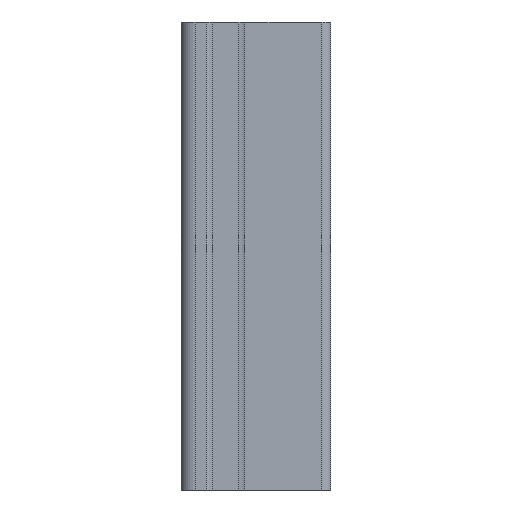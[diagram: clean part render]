
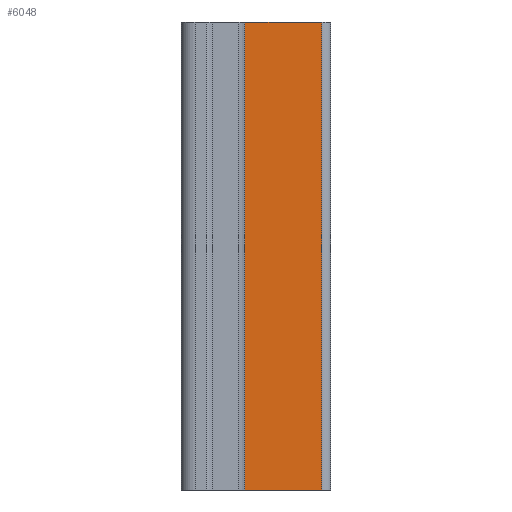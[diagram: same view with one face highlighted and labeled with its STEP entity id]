
A CAD part, left-side view. The second image highlights one B-rep face of the part: STEP entity #6048.
In plain terms, the highlighted planar face has unit normal (-1, 0, 0).
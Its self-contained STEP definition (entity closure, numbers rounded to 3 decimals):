
#446=CARTESIAN_POINT('',(-90.,-4.1,0.0));
#447=VERTEX_POINT('',#446);
#454=CARTESIAN_POINT('',(-90.,-4.1,100.0));
#455=VERTEX_POINT('',#454);
#456=CARTESIAN_POINT('',(-90.,-4.1,100.0));
#457=DIRECTION('',(0.0,0.0,-1.0));
#458=VECTOR('',#457,100.0);
#459=LINE('',#456,#458);
#460=EDGE_CURVE('',#455,#447,#459,.T.);
#1201=CARTESIAN_POINT('',(-90.,-20.5,0.0));
#1202=VERTEX_POINT('',#1201);
#1210=CARTESIAN_POINT('',(-90.,-20.5,0.0));
#1211=DIRECTION('',(0.0,1.0,0.0));
#1212=VECTOR('',#1211,16.4);
#1213=LINE('',#1210,#1212);
#1214=EDGE_CURVE('',#1202,#447,#1213,.T.);
#3844=CARTESIAN_POINT('',(-90.,-20.5,100.0));
#3845=VERTEX_POINT('',#3844);
#3846=CARTESIAN_POINT('',(-90.,-20.5,100.0));
#3847=DIRECTION('',(0.0,1.0,0.0));
#3848=VECTOR('',#3847,16.4);
#3849=LINE('',#3846,#3848);
#3850=EDGE_CURVE('',#3845,#455,#3849,.T.);
#5405=CARTESIAN_POINT('',(-90.,-20.5,0.0));
#5406=DIRECTION('',(0.0,0.0,1.0));
#5407=VECTOR('',#5406,100.0);
#5408=LINE('',#5405,#5407);
#5409=EDGE_CURVE('',#1202,#3845,#5408,.T.);
#6037=CARTESIAN_POINT('',(-90.,4.1,0.0));
#6038=DIRECTION('',(-1.0,0.0,0.0));
#6039=DIRECTION('',(0.0,0.0,1.0));
#6040=AXIS2_PLACEMENT_3D('',#6037,#6038,#6039);
#6041=PLANE('',#6040);
#6042=ORIENTED_EDGE('',*,*,#460,.T.);
#6043=ORIENTED_EDGE('',*,*,#1214,.F.);
#6044=ORIENTED_EDGE('',*,*,#5409,.T.);
#6045=ORIENTED_EDGE('',*,*,#3850,.T.);
#6046=EDGE_LOOP('',(#6042,#6043,#6044,#6045));
#6047=FACE_OUTER_BOUND('',#6046,.T.);
#6048=ADVANCED_FACE('',(#6047),#6041,.T.);
